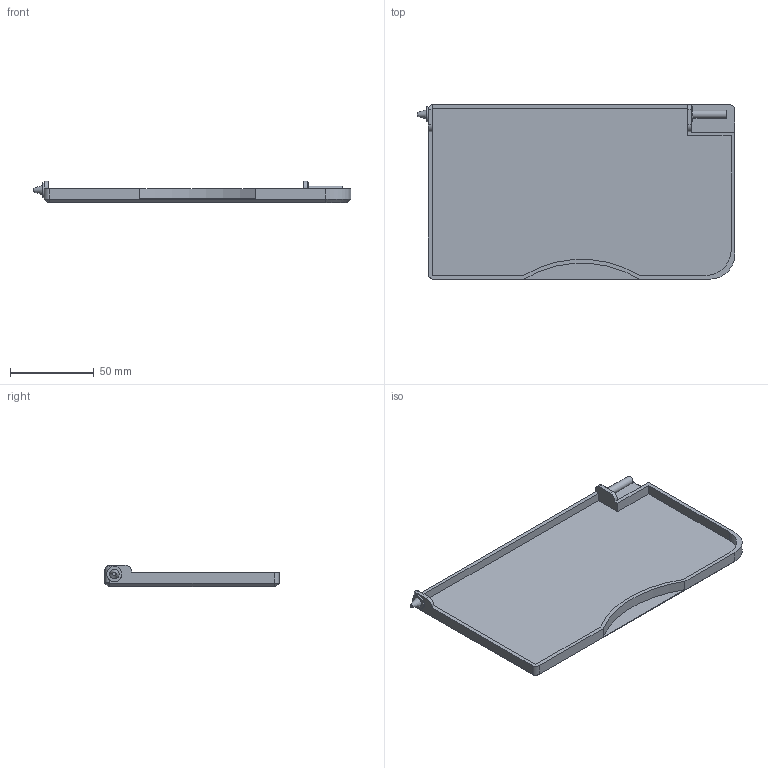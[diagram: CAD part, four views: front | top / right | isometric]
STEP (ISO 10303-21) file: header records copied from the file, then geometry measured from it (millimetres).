
FILE_DESCRIPTION(('Open CASCADE Model'),'2;1');
FILE_NAME('Open CASCADE Shape Model','2025-06-18T17:10:59',('Author'),( 'Open CASCADE'),'Open CASCADE STEP processor 7.8','build123d', 'Unknown');
FILE_SCHEMA(('AUTOMOTIVE_DESIGN { 1 0 10303 214 1 1 1 1 }'));
Length unit declared in the file: millimetre
Products named in the file (1): SOLID
Bounding box: 189.7 x 104 x 12.7 mm (x, y, z)
Volume: 50949.5 mm3; surface area: 45838.4 mm2
Topology: 1 solids, 1 shells, 52 faces, 132 edges, 85 vertices
Faces by surface type: plane 32, cylinder 15, cone 5
Full cylindrical faces by diameter (mm): 4.75 x1, 9 x2
Entity records: 3656 total; most frequent: CARTESIAN_POINT 1021, DIRECTION 486, LINE 293, VECTOR 293, ORIENTED_EDGE 264, PCURVE 264, DEFINITIONAL_REPRESENTATION 264, EDGE_CURVE 132
